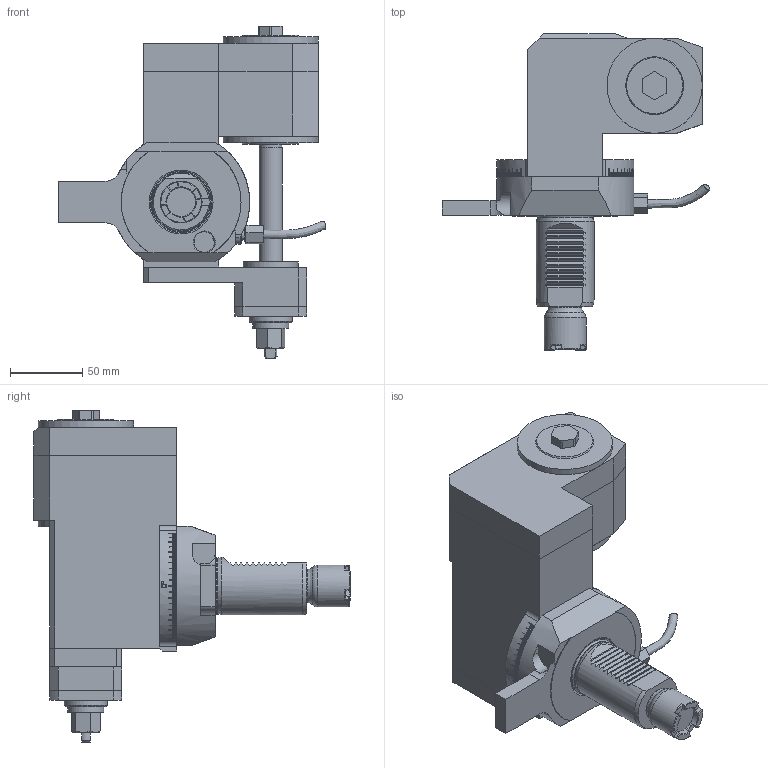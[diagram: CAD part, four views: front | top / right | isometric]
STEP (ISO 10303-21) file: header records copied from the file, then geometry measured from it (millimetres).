
FILE_DESCRIPTION (( 'STEP AP214' ), '1' );
FILE_NAME ('RROPGH40123SK216T1.STEP', '2023-11-20T08:12:48', ( '' ), ( '' ), 'SwSTEP 2.0', 'SolidWorks 2023', '' );
FILE_SCHEMA (( 'AUTOMOTIVE_DESIGN' ));
Length unit declared in the file: millimetre
Products named in the file (1): RROPGH40123SK216T1
Bounding box: 185.52 x 219 x 229.9 mm (x, y, z)
Volume: 1488371.9 mm3; surface area: 125647.4 mm2
Topology: 5 solids, 5 shells, 1763 faces, 4548 edges, 2863 vertices
Faces by surface type: plane 1472, bspline 149, cylinder 97, cone 38, torus 7
Full cylindrical faces by diameter (mm): 1.7 x1, 2.1 x1, 6.366 x1, 8.15 x1, 8.2 x1, 8.566 x1, 9.7 x1, 9.8 x2, 12 x2, 13.8 x1, 14.2 x1, 15.98 x1, 16 x2, 20 x1, 23 x1, 25 x1, 29 x1, 30 x1, 38 x1, 38.7 x1, 40 x1, 66 x2
Entity records: 61079 total; most frequent: CARTESIAN_POINT 19174, ORIENTED_EDGE 8984, DIRECTION 8126, EDGE_CURVE 4492, VECTOR 3180, LINE 3180, VERTEX_POINT 2849, AXIS2_PLACEMENT_3D 2473
